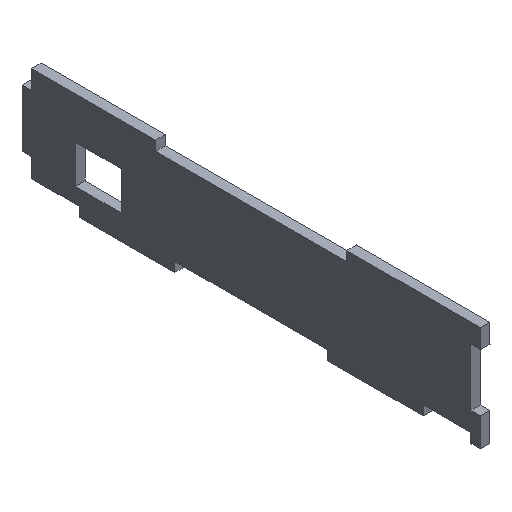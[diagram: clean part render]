
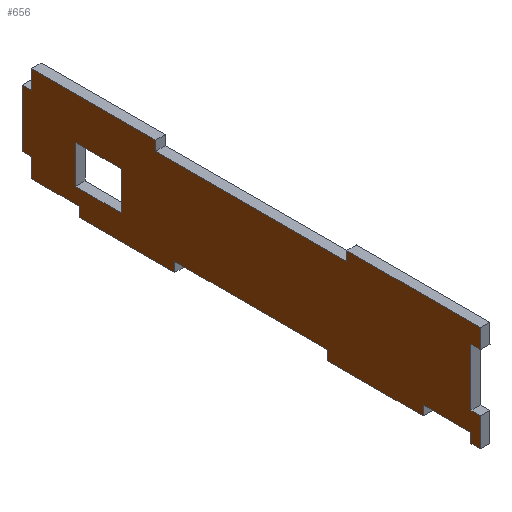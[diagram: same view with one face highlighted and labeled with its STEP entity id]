
A CAD part, isometric view. The second image highlights one B-rep face of the part: STEP entity #656.
In plain terms, the highlighted planar face has unit normal (-1, 0, 0).
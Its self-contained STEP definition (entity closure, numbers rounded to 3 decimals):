
#16=FACE_BOUND('',#82,.T.);
#48=FACE_OUTER_BOUND('',#81,.T.);
#81=EDGE_LOOP('',(#563,#564,#565,#566,#567,#568,#569,#570,#571,#572,#573,
#574,#575,#576,#577,#578,#579,#580,#581,#582,#583,#584,#585,#586,#587,#588));
#82=EDGE_LOOP('',(#589,#590,#591,#592));
#85=LINE('',#867,#175);
#88=LINE('',#873,#178);
#91=LINE('',#879,#181);
#94=LINE('',#883,#184);
#97=LINE('',#891,#187);
#101=LINE('',#900,#191);
#104=LINE('',#904,#194);
#105=LINE('',#907,#195);
#110=LINE('',#916,#200);
#133=LINE('',#962,#223);
#134=LINE('',#965,#224);
#136=LINE('',#969,#226);
#138=LINE('',#973,#228);
#140=LINE('',#977,#230);
#142=LINE('',#981,#232);
#144=LINE('',#985,#234);
#146=LINE('',#989,#236);
#148=LINE('',#993,#238);
#150=LINE('',#997,#240);
#152=LINE('',#1001,#242);
#154=LINE('',#1005,#244);
#156=LINE('',#1009,#246);
#158=LINE('',#1013,#248);
#160=LINE('',#1017,#250);
#162=LINE('',#1021,#252);
#164=LINE('',#1025,#254);
#166=LINE('',#1029,#256);
#168=LINE('',#1033,#258);
#170=LINE('',#1037,#260);
#172=LINE('',#1040,#262);
#175=VECTOR('',#709,10.);
#178=VECTOR('',#714,10.);
#181=VECTOR('',#719,10.);
#184=VECTOR('',#724,10.);
#187=VECTOR('',#729,10.);
#191=VECTOR('',#735,10.);
#194=VECTOR('',#740,10.);
#195=VECTOR('',#743,10.);
#200=VECTOR('',#750,10.);
#223=VECTOR('',#777,10.);
#224=VECTOR('',#780,10.);
#226=VECTOR('',#784,10.);
#228=VECTOR('',#788,10.);
#230=VECTOR('',#792,10.);
#232=VECTOR('',#796,10.);
#234=VECTOR('',#800,10.);
#236=VECTOR('',#804,10.);
#238=VECTOR('',#808,10.);
#240=VECTOR('',#812,10.);
#242=VECTOR('',#816,10.);
#244=VECTOR('',#820,10.);
#246=VECTOR('',#824,10.);
#248=VECTOR('',#828,10.);
#250=VECTOR('',#832,10.);
#252=VECTOR('',#836,10.);
#254=VECTOR('',#840,10.);
#256=VECTOR('',#844,10.);
#258=VECTOR('',#848,10.);
#260=VECTOR('',#852,10.);
#262=VECTOR('',#856,10.);
#265=VERTEX_POINT('',#864);
#266=VERTEX_POINT('',#866);
#268=VERTEX_POINT('',#872);
#270=VERTEX_POINT('',#878);
#273=VERTEX_POINT('',#888);
#274=VERTEX_POINT('',#890);
#277=VERTEX_POINT('',#897);
#278=VERTEX_POINT('',#899);
#279=VERTEX_POINT('',#906);
#282=VERTEX_POINT('',#914);
#303=VERTEX_POINT('',#960);
#304=VERTEX_POINT('',#964);
#305=VERTEX_POINT('',#968);
#306=VERTEX_POINT('',#972);
#307=VERTEX_POINT('',#976);
#308=VERTEX_POINT('',#980);
#309=VERTEX_POINT('',#984);
#310=VERTEX_POINT('',#988);
#311=VERTEX_POINT('',#992);
#312=VERTEX_POINT('',#996);
#313=VERTEX_POINT('',#1000);
#314=VERTEX_POINT('',#1004);
#315=VERTEX_POINT('',#1008);
#316=VERTEX_POINT('',#1012);
#317=VERTEX_POINT('',#1016);
#318=VERTEX_POINT('',#1020);
#319=VERTEX_POINT('',#1024);
#320=VERTEX_POINT('',#1028);
#321=VERTEX_POINT('',#1032);
#322=VERTEX_POINT('',#1036);
#325=EDGE_CURVE('',#266,#265,#85,.T.);
#328=EDGE_CURVE('',#268,#266,#88,.T.);
#331=EDGE_CURVE('',#270,#268,#91,.T.);
#334=EDGE_CURVE('',#265,#270,#94,.T.);
#337=EDGE_CURVE('',#274,#273,#97,.T.);
#341=EDGE_CURVE('',#278,#277,#101,.T.);
#344=EDGE_CURVE('',#273,#278,#104,.T.);
#345=EDGE_CURVE('',#279,#274,#105,.T.);
#350=EDGE_CURVE('',#277,#282,#110,.T.);
#373=EDGE_CURVE('',#282,#303,#133,.T.);
#374=EDGE_CURVE('',#304,#279,#134,.T.);
#376=EDGE_CURVE('',#305,#304,#136,.T.);
#378=EDGE_CURVE('',#306,#305,#138,.T.);
#380=EDGE_CURVE('',#307,#306,#140,.T.);
#382=EDGE_CURVE('',#308,#307,#142,.T.);
#384=EDGE_CURVE('',#309,#308,#144,.T.);
#386=EDGE_CURVE('',#310,#309,#146,.T.);
#388=EDGE_CURVE('',#311,#310,#148,.T.);
#390=EDGE_CURVE('',#312,#311,#150,.T.);
#392=EDGE_CURVE('',#313,#312,#152,.T.);
#394=EDGE_CURVE('',#314,#313,#154,.T.);
#396=EDGE_CURVE('',#315,#314,#156,.T.);
#398=EDGE_CURVE('',#316,#315,#158,.T.);
#400=EDGE_CURVE('',#317,#316,#160,.T.);
#402=EDGE_CURVE('',#318,#317,#162,.T.);
#404=EDGE_CURVE('',#319,#318,#164,.T.);
#406=EDGE_CURVE('',#320,#319,#166,.T.);
#408=EDGE_CURVE('',#321,#320,#168,.T.);
#410=EDGE_CURVE('',#322,#321,#170,.T.);
#412=EDGE_CURVE('',#303,#322,#172,.T.);
#563=ORIENTED_EDGE('',*,*,#341,.T.);
#564=ORIENTED_EDGE('',*,*,#350,.T.);
#565=ORIENTED_EDGE('',*,*,#373,.T.);
#566=ORIENTED_EDGE('',*,*,#412,.T.);
#567=ORIENTED_EDGE('',*,*,#410,.T.);
#568=ORIENTED_EDGE('',*,*,#408,.T.);
#569=ORIENTED_EDGE('',*,*,#406,.T.);
#570=ORIENTED_EDGE('',*,*,#404,.T.);
#571=ORIENTED_EDGE('',*,*,#402,.T.);
#572=ORIENTED_EDGE('',*,*,#400,.T.);
#573=ORIENTED_EDGE('',*,*,#398,.T.);
#574=ORIENTED_EDGE('',*,*,#396,.T.);
#575=ORIENTED_EDGE('',*,*,#394,.T.);
#576=ORIENTED_EDGE('',*,*,#392,.T.);
#577=ORIENTED_EDGE('',*,*,#390,.T.);
#578=ORIENTED_EDGE('',*,*,#388,.T.);
#579=ORIENTED_EDGE('',*,*,#386,.T.);
#580=ORIENTED_EDGE('',*,*,#384,.T.);
#581=ORIENTED_EDGE('',*,*,#382,.T.);
#582=ORIENTED_EDGE('',*,*,#380,.T.);
#583=ORIENTED_EDGE('',*,*,#378,.T.);
#584=ORIENTED_EDGE('',*,*,#376,.T.);
#585=ORIENTED_EDGE('',*,*,#374,.T.);
#586=ORIENTED_EDGE('',*,*,#345,.T.);
#587=ORIENTED_EDGE('',*,*,#337,.T.);
#588=ORIENTED_EDGE('',*,*,#344,.T.);
#589=ORIENTED_EDGE('',*,*,#331,.T.);
#590=ORIENTED_EDGE('',*,*,#328,.T.);
#591=ORIENTED_EDGE('',*,*,#325,.T.);
#592=ORIENTED_EDGE('',*,*,#334,.T.);
#624=PLANE('',#702);
#656=ADVANCED_FACE('',(#48,#16),#624,.T.);
#702=AXIS2_PLACEMENT_3D('',#1041,#857,#858);
#709=DIRECTION('',(0.,0.,1.));
#714=DIRECTION('',(0.,1.,0.));
#719=DIRECTION('',(0.,0.,-1.));
#724=DIRECTION('',(0.,-1.,0.));
#729=DIRECTION('',(0.,0.,-1.));
#735=DIRECTION('',(0.,0.,1.));
#740=DIRECTION('',(0.,1.,0.));
#743=DIRECTION('',(0.,1.,0.));
#750=DIRECTION('',(0.,1.,0.));
#777=DIRECTION('',(0.,0.,-1.));
#780=DIRECTION('',(0.,0.,1.));
#784=DIRECTION('',(0.,-1.,0.));
#788=DIRECTION('',(0.,0.,1.));
#792=DIRECTION('',(0.,1.,0.));
#796=DIRECTION('',(0.,0.,1.));
#800=DIRECTION('',(0.,-1.,0.));
#804=DIRECTION('',(0.,0.,-1.));
#808=DIRECTION('',(0.,-1.,0.));
#812=DIRECTION('',(0.,0.,1.));
#816=DIRECTION('',(0.,-1.,0.));
#820=DIRECTION('',(0.,0.,-1.));
#824=DIRECTION('',(0.,-1.,0.));
#828=DIRECTION('',(0.,0.,1.));
#832=DIRECTION('',(0.,-1.,0.));
#836=DIRECTION('',(0.,0.,-1.));
#840=DIRECTION('',(0.,-1.,0.));
#844=DIRECTION('',(0.,0.,-1.));
#848=DIRECTION('',(0.,-1.,0.));
#852=DIRECTION('',(0.,0.,-1.));
#856=DIRECTION('',(0.,1.,0.));
#857=DIRECTION('center_axis',(-1.,0.,0.));
#858=DIRECTION('ref_axis',(0.,0.,1.));
#864=CARTESIAN_POINT('',(-185.,92.,33.));
#866=CARTESIAN_POINT('',(-185.,92.,13.));
#867=CARTESIAN_POINT('',(-185.,92.,20.25));
#872=CARTESIAN_POINT('',(-185.,68.,13.));
#873=CARTESIAN_POINT('',(-185.,34.,13.));
#878=CARTESIAN_POINT('',(-185.,68.,33.));
#879=CARTESIAN_POINT('',(-185.,68.,30.25));
#883=CARTESIAN_POINT('',(-185.,46.,33.));
#888=CARTESIAN_POINT('',(-185.,-50.,50.));
#890=CARTESIAN_POINT('',(-185.,-50.,55.));
#891=CARTESIAN_POINT('',(-185.,-50.,41.25));
#897=CARTESIAN_POINT('',(-185.,50.,55.));
#899=CARTESIAN_POINT('',(-185.,50.,50.));
#900=CARTESIAN_POINT('',(-185.,50.,38.75));
#904=CARTESIAN_POINT('',(-185.,-25.,50.));
#906=CARTESIAN_POINT('',(-185.,-120.,55.));
#907=CARTESIAN_POINT('',(-185.,115.,55.));
#914=CARTESIAN_POINT('',(-185.,115.,55.));
#916=CARTESIAN_POINT('',(-185.,115.,55.));
#960=CARTESIAN_POINT('',(-185.,115.,45.));
#962=CARTESIAN_POINT('',(-185.,115.,5.));
#964=CARTESIAN_POINT('',(-185.,-120.,45.));
#965=CARTESIAN_POINT('',(-185.,-120.,55.));
#968=CARTESIAN_POINT('',(-185.,-115.,45.));
#969=CARTESIAN_POINT('',(-185.,-120.,45.));
#972=CARTESIAN_POINT('',(-185.,-115.,15.));
#973=CARTESIAN_POINT('',(-185.,-115.,45.));
#976=CARTESIAN_POINT('',(-185.,-120.,15.));
#977=CARTESIAN_POINT('',(-185.,-115.,15.));
#980=CARTESIAN_POINT('',(-185.,-120.,0.));
#981=CARTESIAN_POINT('',(-185.,-120.,0.));
#984=CARTESIAN_POINT('',(-185.,-115.,0.));
#985=CARTESIAN_POINT('',(-185.,-115.,0.));
#988=CARTESIAN_POINT('',(-185.,-115.,5.));
#989=CARTESIAN_POINT('',(-185.,-115.,5.));
#992=CARTESIAN_POINT('',(-185.,-90.,5.));
#993=CARTESIAN_POINT('',(-185.,-115.,5.));
#996=CARTESIAN_POINT('',(-185.,-90.,0.));
#997=CARTESIAN_POINT('',(-185.,-90.,5.));
#1000=CARTESIAN_POINT('',(-185.,-40.,0.));
#1001=CARTESIAN_POINT('',(-185.,115.,0.));
#1004=CARTESIAN_POINT('',(-185.,-40.,5.));
#1005=CARTESIAN_POINT('',(-185.,-40.,0.));
#1008=CARTESIAN_POINT('',(-185.,40.,5.));
#1009=CARTESIAN_POINT('',(-185.,-40.,5.));
#1012=CARTESIAN_POINT('',(-185.,40.,0.));
#1013=CARTESIAN_POINT('',(-185.,40.,5.));
#1016=CARTESIAN_POINT('',(-185.,90.,0.));
#1017=CARTESIAN_POINT('',(-185.,115.,0.));
#1020=CARTESIAN_POINT('',(-185.,90.,5.));
#1021=CARTESIAN_POINT('',(-185.,90.,0.));
#1024=CARTESIAN_POINT('',(-185.,115.,5.));
#1025=CARTESIAN_POINT('',(-185.,90.,5.));
#1028=CARTESIAN_POINT('',(-185.,115.,15.));
#1029=CARTESIAN_POINT('',(-185.,115.,5.));
#1032=CARTESIAN_POINT('',(-185.,120.,15.));
#1033=CARTESIAN_POINT('',(-185.,120.,15.));
#1036=CARTESIAN_POINT('',(-185.,120.,45.));
#1037=CARTESIAN_POINT('',(-185.,120.,45.));
#1040=CARTESIAN_POINT('',(-185.,115.,45.));
#1041=CARTESIAN_POINT('Origin',(-185.,0.,27.5));
